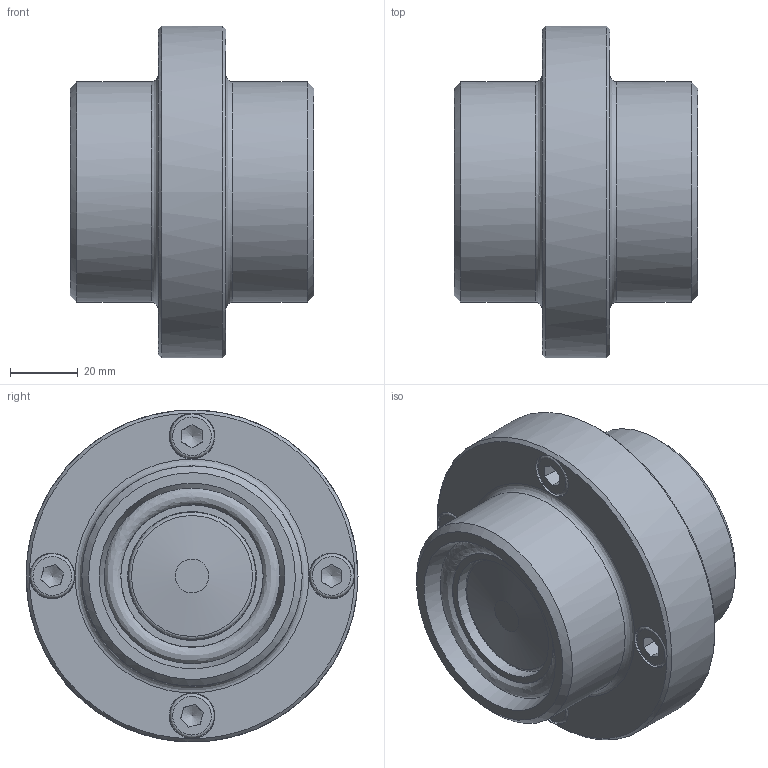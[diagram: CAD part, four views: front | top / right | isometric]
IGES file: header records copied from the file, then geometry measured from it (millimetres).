
Global section: file name: 68110040; native system: Autodesk Inventor 2015; preprocessor: unknown; author: Struska Martin; date: 20160318.113822; units: millimetre
Bounding box: 72 x 98 x 97.96 mm (x, y, z)
Volume: 187827 mm3; surface area: 55554.2 mm2
Topology: 1 solids, 6 shells, 180 faces, 503 edges, 348 vertices
Faces by surface type: bspline 180
